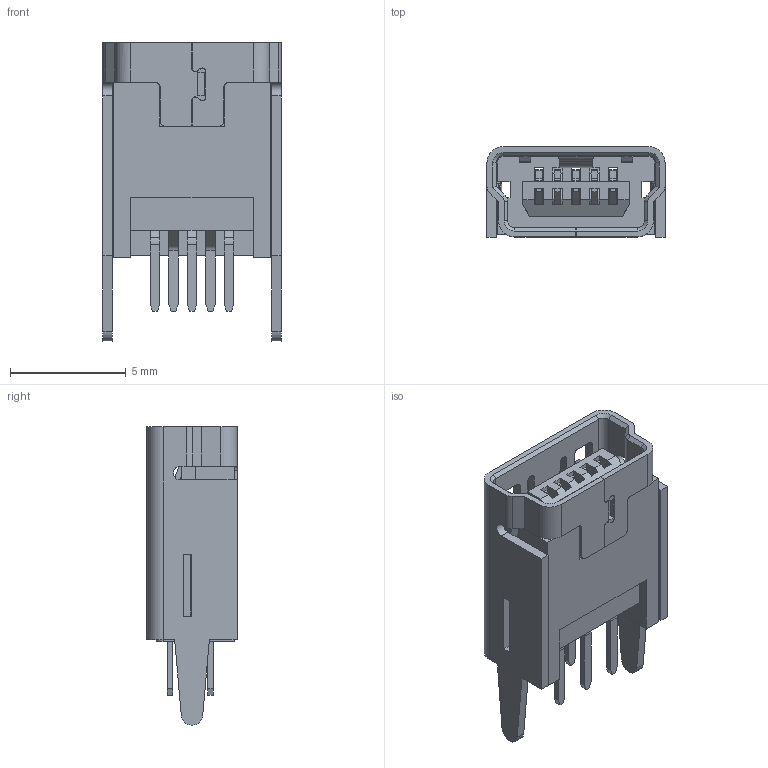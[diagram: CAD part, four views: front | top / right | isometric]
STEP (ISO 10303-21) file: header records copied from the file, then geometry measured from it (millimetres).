
FILE_DESCRIPTION(('FreeCAD Model'),'2;1');
FILE_NAME('54-00023_shell_sp.step','2020-04-13T19:52:35',( 'kicad StepUp'),('ksu MCAD'),'Open CASCADE STEP processor 7.3', 'FreeCAD','Unknown');
FILE_SCHEMA(('AUTOMOTIVE_DESIGN { 1 0 10303 214 1 1 1 1 }'));
Length unit declared in the file: millimetre
Products named in the file (1): 54-00023_shell_sp
Bounding box: 7.7 x 3.9 x 12.9 mm (x, y, z)
Volume: 140 mm3; surface area: 718.8 mm2
Topology: 1 solids, 1 shells, 625 faces, 1953 edges, 1286 vertices
Faces by surface type: plane 453, cylinder 166, cone 6
Entity records: 26022 total; most frequent: CARTESIAN_POINT 3981, ORIENTED_EDGE 3910, DIRECTION 3487, EDGE_CURVE 1953, LINE 1599, VECTOR 1599, VERTEX_POINT 1286, AXIS2_PLACEMENT_3D 944
